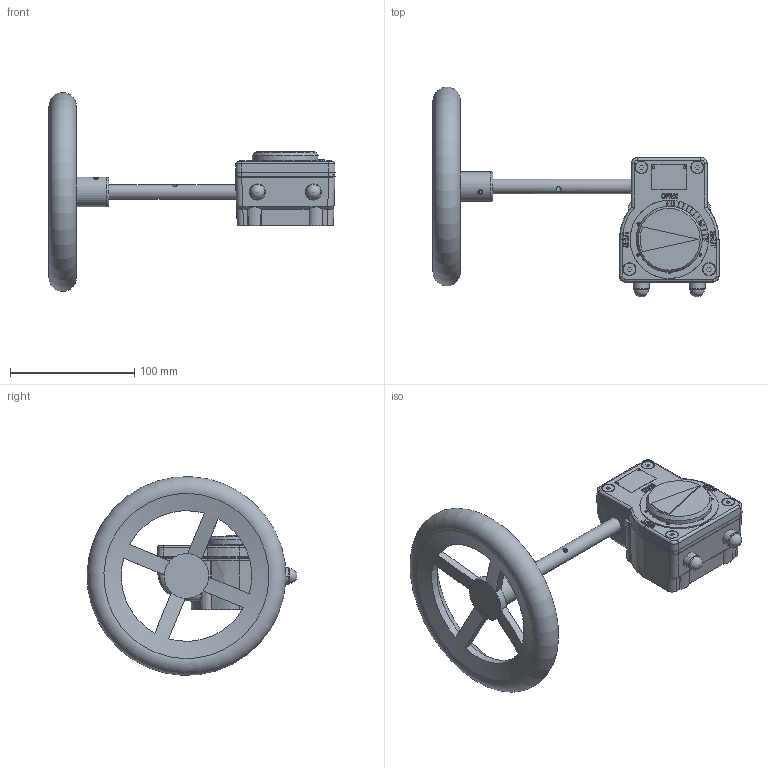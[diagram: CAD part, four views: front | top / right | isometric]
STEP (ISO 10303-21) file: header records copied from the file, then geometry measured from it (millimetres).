
FILE_DESCRIPTION(/* description */ (''),/* implementation_level */ '2;1');
FILE_NAME(/* name */ 'Handgetriebe 232-06 F05-F07 PS160.stp',/* time_stamp */ '2020-05-25T13:55:41+02:00',/* author */ ('zank'),/* organization */ (''),/* preprocessor_version */ 'ST-DEVELOPER v16.5',/* originating_system */ 'Autodesk Inventor 2017',/* authorisation */ '');
FILE_SCHEMA (('AUTOMOTIVE_DESIGN { 1 0 10303 214 3 1 1 }'));
Length unit declared in the file: millimetre
Products named in the file (1): Handgetriebe 232-06 F05-F07 PS160
Bounding box: 230 x 168.7 x 159.79 mm (x, y, z)
Volume: 405713.8 mm3; surface area: 141184.6 mm2
Topology: 2 solids, 12 shells, 1409 faces, 3574 edges, 2223 vertices
Faces by surface type: plane 715, cylinder 311, bspline 136, cone 114, torus 88, sphere 45
Full cylindrical faces by diameter (mm): 3.3 x4, 4 x2, 4.1 x2, 4.2 x4, 4.917 x4, 5 x4, 6 x4, 6.5 x4, 6.647 x4, 9.78 x4, 10 x1, 10.5 x4, 12 x4, 13 x2, 14 x2, 16 x1, 18 x2, 24 x1, 39.4 x2, 39.56 x2, 41.25 x2, 42.2 x2, 42.25 x2, 42.5 x1, 46 x1, 53 x1, 63 x1
Entity records: 52095 total; most frequent: CARTESIAN_POINT 17951, DIRECTION 6850, ORIENTED_EDGE 6676, EDGE_CURVE 3336, AXIS2_PLACEMENT_3D 2521, VERTEX_POINT 2148, LINE 1808, VECTOR 1808
